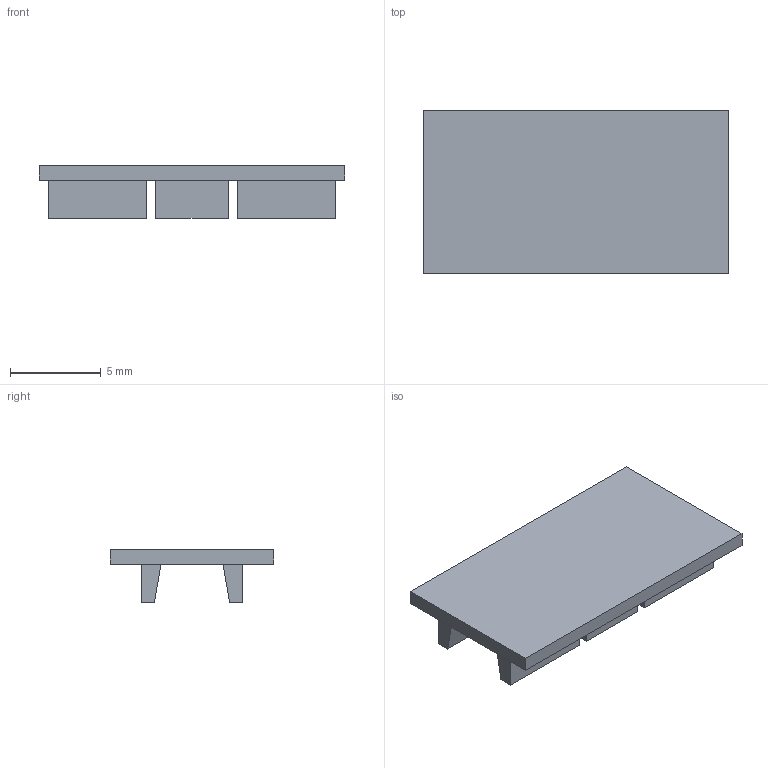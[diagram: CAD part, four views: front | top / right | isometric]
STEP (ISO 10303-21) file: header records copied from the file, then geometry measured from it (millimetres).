
FILE_DESCRIPTION(('CATIA V5R19 STEP'),'2;1');
FILE_NAME ('D1447047_0', '2015-02-23T12:04:22+00:00', ('Weidmueller Interface'), ('Weidmueller'), 'CATIA Version 5 Release 20 SP 5 (IN-10)', 'CATIA V5 STEP AP214', 'none');
FILE_SCHEMA(('AUTOMOTIVE_DESIGN { 1 0 10303 214 1 1 1 1 }'));
Length unit declared in the file: millimetre
Products named in the file (1): ESG-M 9/17
Bounding box: 16.8 x 9 x 2.9 mm (x, y, z)
Volume: 177.8 mm3; surface area: 481.1 mm2
Topology: 1 solids, 1 shells, 36 faces, 84 edges, 56 vertices
Faces by surface type: plane 36
Entity records: 936 total; most frequent: ORIENTED_EDGE 168, CARTESIAN_POINT 158, DIRECTION 118, VECTOR 84, EDGE_CURVE 84, LINE 84, VERTEX_POINT 56, EDGE_LOOP 42
